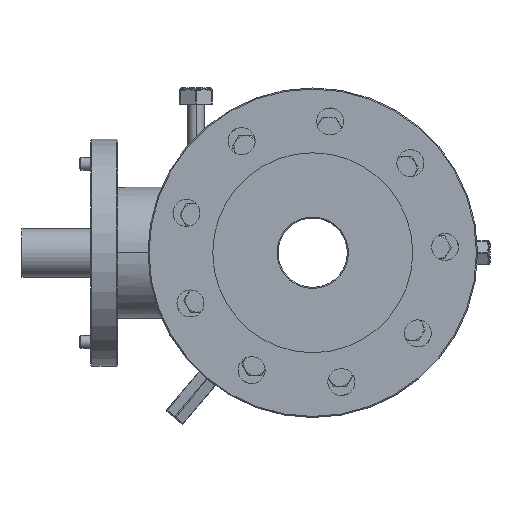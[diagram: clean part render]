
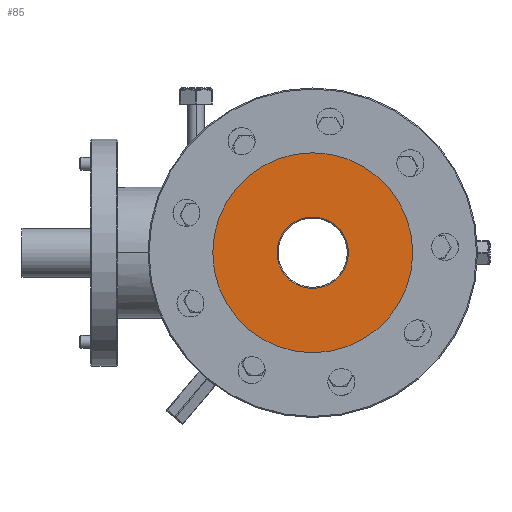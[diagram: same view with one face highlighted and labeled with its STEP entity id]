
A CAD part, left-side view. The second image highlights one B-rep face of the part: STEP entity #85.
In plain terms, the highlighted planar face has unit normal (-1, 0, 0).
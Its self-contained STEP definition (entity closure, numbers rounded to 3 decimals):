
#83 = CARTESIAN_POINT ( 'NONE',  ( -292., 0., -33. ) ) ;
#85 = ADVANCED_FACE ( 'NONE', ( #10541, #11577 ), #2185, .T. ) ;
#249 = DIRECTION ( 'NONE',  ( 0., -1., 0. ) ) ;
#575 = DIRECTION ( 'NONE',  ( 0., -1., 0. ) ) ;
#631 = DIRECTION ( 'NONE',  ( -1., 0., 0. ) ) ;
#1033 = CARTESIAN_POINT ( 'NONE',  ( -292., 0., 0. ) ) ;
#1171 = CARTESIAN_POINT ( 'NONE',  ( -292., 0., 0. ) ) ;
#1548 = CARTESIAN_POINT ( 'NONE',  ( -292., 0., 0. ) ) ;
#1879 = VERTEX_POINT ( 'NONE', #10145 ) ;
#2007 = CARTESIAN_POINT ( 'NONE',  ( -292., -92.5, 0. ) ) ;
#2032 = DIRECTION ( 'NONE',  ( -1., 0., 0. ) ) ;
#2128 = AXIS2_PLACEMENT_3D ( 'NONE', #1548, #631, #5458 ) ;
#2185 = PLANE ( 'NONE',  #9772 ) ;
#2465 = AXIS2_PLACEMENT_3D ( 'NONE', #1033, #2920, #10373 ) ;
#2508 = VERTEX_POINT ( 'NONE', #2007 ) ;
#2920 = DIRECTION ( 'NONE',  ( 1., 0., 0. ) ) ;
#2953 = VERTEX_POINT ( 'NONE', #83 ) ;
#3061 = CIRCLE ( 'NONE', #6788, 33. ) ;
#3804 = EDGE_CURVE ( 'NONE', #6281, #2953, #11430, .T. ) ;
#4951 = DIRECTION ( 'NONE',  ( 1., 0., 0. ) ) ;
#4965 = CARTESIAN_POINT ( 'NONE',  ( -292., 0., 33. ) ) ;
#5255 = ORIENTED_EDGE ( 'NONE', *, *, #10390, .T. ) ;
#5458 = DIRECTION ( 'NONE',  ( 0., -1., 0. ) ) ;
#5909 = CARTESIAN_POINT ( 'NONE',  ( -292., 0., 0. ) ) ;
#6151 = ORIENTED_EDGE ( 'NONE', *, *, #11274, .T. ) ;
#6281 = VERTEX_POINT ( 'NONE', #4965 ) ;
#6451 = AXIS2_PLACEMENT_3D ( 'NONE', #10340, #2032, #9534 ) ;
#6539 = EDGE_LOOP ( 'NONE', ( #11609, #11655 ) ) ;
#6788 = AXIS2_PLACEMENT_3D ( 'NONE', #1171, #4951, #249 ) ;
#9424 = EDGE_CURVE ( 'NONE', #2953, #6281, #3061, .T. ) ;
#9534 = DIRECTION ( 'NONE',  ( 0., -1., 0. ) ) ;
#9614 = DIRECTION ( 'NONE',  ( -1., 0., 0. ) ) ;
#9720 = CIRCLE ( 'NONE', #2128, 92.5 ) ;
#9772 = AXIS2_PLACEMENT_3D ( 'NONE', #5909, #9614, #575 ) ;
#10111 = EDGE_LOOP ( 'NONE', ( #5255, #6151 ) ) ;
#10145 = CARTESIAN_POINT ( 'NONE',  ( -292., 92.5, 0. ) ) ;
#10340 = CARTESIAN_POINT ( 'NONE',  ( -292., 0., 0. ) ) ;
#10373 = DIRECTION ( 'NONE',  ( 0., -1., 0. ) ) ;
#10390 = EDGE_CURVE ( 'NONE', #2508, #1879, #9720, .T. ) ;
#10541 = FACE_BOUND ( 'NONE', #6539, .T. ) ;
#11274 = EDGE_CURVE ( 'NONE', #1879, #2508, #11699, .T. ) ;
#11430 = CIRCLE ( 'NONE', #2465, 33. ) ;
#11577 = FACE_OUTER_BOUND ( 'NONE', #10111, .T. ) ;
#11609 = ORIENTED_EDGE ( 'NONE', *, *, #3804, .T. ) ;
#11655 = ORIENTED_EDGE ( 'NONE', *, *, #9424, .T. ) ;
#11699 = CIRCLE ( 'NONE', #6451, 92.5 ) ;
